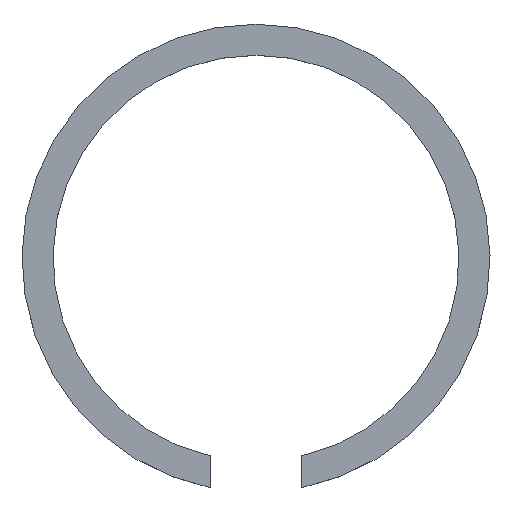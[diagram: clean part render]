
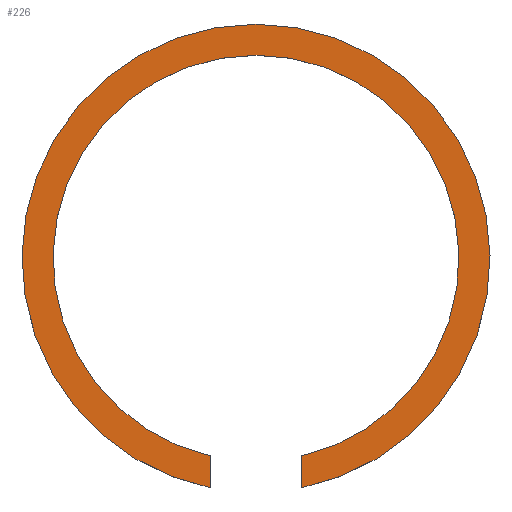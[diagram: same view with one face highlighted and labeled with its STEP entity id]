
A CAD part, top view. The second image highlights one B-rep face of the part: STEP entity #226.
In plain terms, the highlighted planar face has unit normal (0, 0, 1).
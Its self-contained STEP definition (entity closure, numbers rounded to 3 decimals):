
#28=PLANE('',#269);
#43=FACE_OUTER_BOUND('',#64,.T.);
#64=EDGE_LOOP('',(#197,#198,#199,#200));
#74=LINE('',#396,#87);
#78=LINE('',#405,#91);
#87=VECTOR('',#330,10.);
#91=VECTOR('',#340,10.);
#104=CIRCLE('',#267,98.);
#105=CIRCLE('',#270,85.);
#120=VERTEX_POINT('',#393);
#121=VERTEX_POINT('',#395);
#122=VERTEX_POINT('',#399);
#123=VERTEX_POINT('',#403);
#144=EDGE_CURVE('',#121,#120,#74,.T.);
#147=EDGE_CURVE('',#120,#122,#104,.T.);
#149=EDGE_CURVE('',#122,#123,#78,.T.);
#150=EDGE_CURVE('',#123,#121,#105,.T.);
#197=ORIENTED_EDGE('',*,*,#144,.T.);
#198=ORIENTED_EDGE('',*,*,#147,.T.);
#199=ORIENTED_EDGE('',*,*,#149,.T.);
#200=ORIENTED_EDGE('',*,*,#150,.T.);
#226=ADVANCED_FACE('',(#43),#28,.T.);
#267=AXIS2_PLACEMENT_3D('',#401,#335,#336);
#269=AXIS2_PLACEMENT_3D('',#406,#341,#342);
#270=AXIS2_PLACEMENT_3D('',#407,#343,#344);
#330=DIRECTION('',(0.,-1.,0.));
#335=DIRECTION('center_axis',(0.,0.,1.));
#336=DIRECTION('ref_axis',(1.,0.,0.));
#340=DIRECTION('',(0.,1.,0.));
#341=DIRECTION('center_axis',(0.,0.,1.));
#342=DIRECTION('ref_axis',(1.,0.,0.));
#343=DIRECTION('center_axis',(0.,0.,-1.));
#344=DIRECTION('ref_axis',(1.,0.,0.));
#393=CARTESIAN_POINT('',(19.199,-96.101,30.));
#395=CARTESIAN_POINT('',(19.199,-82.803,30.));
#396=CARTESIAN_POINT('',(19.199,-41.402,30.));
#399=CARTESIAN_POINT('',(-19.199,-96.101,30.));
#401=CARTESIAN_POINT('Origin',(0.,0.,30.));
#403=CARTESIAN_POINT('',(-19.199,-82.803,30.));
#405=CARTESIAN_POINT('',(-19.199,-48.05,30.));
#406=CARTESIAN_POINT('Origin',(0.,0.,30.));
#407=CARTESIAN_POINT('Origin',(0.,0.,30.));
